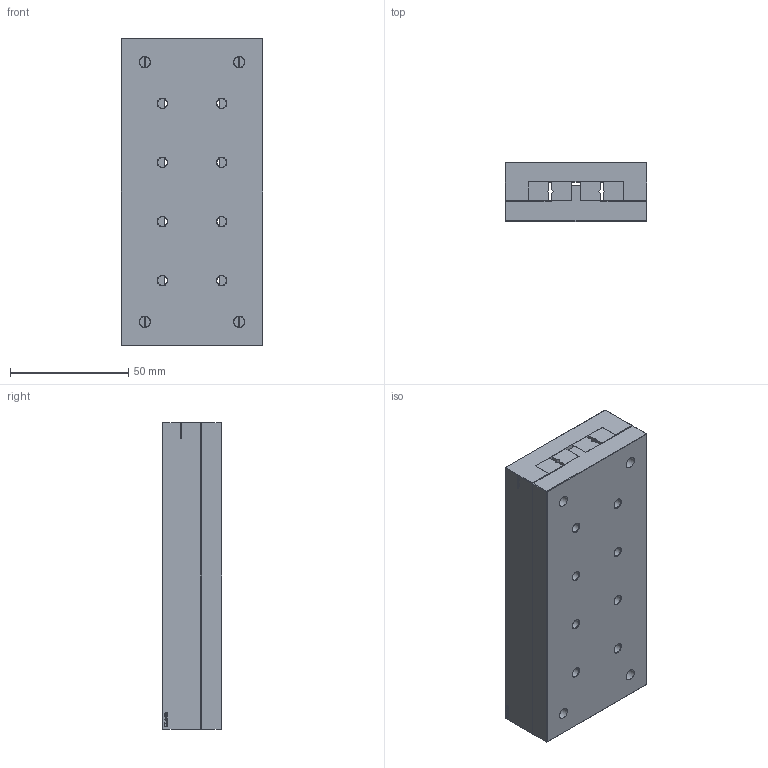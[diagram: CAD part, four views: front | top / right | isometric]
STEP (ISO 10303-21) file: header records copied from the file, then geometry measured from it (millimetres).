
FILE_DESCRIPTION(('FreeCAD Model'),'2;1');
FILE_NAME('NKL 3-130.step', '2020-05-06T13:12:00',('Author'),(''), 'Open CASCADE STEP processor 6.8','FreeCAD','Unknown');
FILE_SCHEMA(('AUTOMOTIVE_DESIGN_CC2 { 1 2 10303 214 -1 1 5 4 }'));
Length unit declared in the file: millimetre
Products named in the file (3): ASSEMBLY; OT; UT
Assembly tree (2 placements, depth 2):
  ASSEMBLY
    OT
    UT
Bounding box: 60 x 25 x 130 mm (x, y, z)
Volume: 187697.7 mm3; surface area: 63164.5 mm2
Topology: 6 solids, 6 shells, 768 faces, 2090 edges, 1368 vertices
Faces by surface type: extrusion 409, plane 319, cylinder 24, cone 16
Full cylindrical faces by diameter (mm): 4 x16, 4.5 x4, 4.8 x4
Entity records: 51654 total; most frequent: CARTESIAN_POINT 12396, DIRECTION 5805, VECTOR 4863, LINE 4454, ORIENTED_EDGE 4180, PCURVE 4180, DEFINITIONAL_REPRESENTATION 4180, EDGE_CURVE 2090
